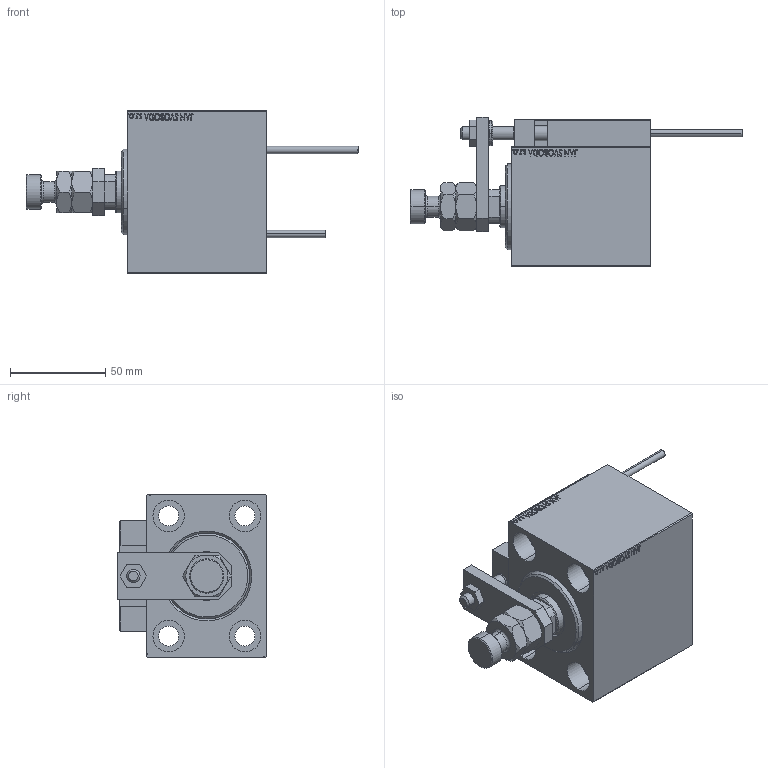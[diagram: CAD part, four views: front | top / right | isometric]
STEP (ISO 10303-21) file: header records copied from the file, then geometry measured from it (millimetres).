
FILE_DESCRIPTION (( 'STEP AP203' ), '1' );
FILE_NAME ('3e59.STEP', '2022-04-17T03:18:08', ( '' ), ( '' ), 'SwSTEP 2.0', 'SolidWorks 2019', '' );
FILE_SCHEMA (( 'CONFIG_CONTROL_DESIGN' ));
Length unit declared in the file: millimetre
Products named in the file (16): ALLEN BOLT D8 1091be0bedb578bdc122f0d75568e600; ZARAZKA 1091be0bedb578bdc122f0d75568e600; SWITCH X 1091be0bedb578bdc122f0d75568e600; V450CM_VC_B 1091be0bedb578bdc122f0d75568e600; SWITCH_X_FRONT_BACK 1091be0bedb578bdc122f0d75568e600; MAGNET 1091be0bedb578bdc122f0d75568e600; X_Y_MFA 1091be0bedb578bdc122f0d75568e600; NUT_D12 1091be0bedb578bdc122f0d75568e600; SWITCH DIM B,W 1091be0bedb578bdc122f0d75568e600; V450CM_C_VCP 1091be0bedb578bdc122f0d75568e600; ALLEN BOLT D5 1091be0bedb578bdc122f0d75568e600; 3e59; TYC_L79 1091be0bedb578bdc122f0d75568e600; Block 1091be0bedb578bdc122f0d75568e600; KONCOVKA 1091be0bedb578bdc122f0d75568e600; V450CM_C_Body 1091be0bedb578bdc122f0d75568e600
Assembly tree (25 placements, depth 3):
  3e59
    V450CM_C_Body 1091be0bedb578bdc122f0d75568e600
    SWITCH X 1091be0bedb578bdc122f0d75568e600
      SWITCH_X_FRONT_BACK 1091be0bedb578bdc122f0d75568e600  x2
      TYC_L79 1091be0bedb578bdc122f0d75568e600
      Block 1091be0bedb578bdc122f0d75568e600  x2
      ALLEN BOLT D5 1091be0bedb578bdc122f0d75568e600  x4
      ALLEN BOLT D8 1091be0bedb578bdc122f0d75568e600  x4
      MAGNET 1091be0bedb578bdc122f0d75568e600  x2
      KONCOVKA 1091be0bedb578bdc122f0d75568e600  x2
    NUT_D12 1091be0bedb578bdc122f0d75568e600
    SWITCH DIM B,W 1091be0bedb578bdc122f0d75568e600
    ZARAZKA 1091be0bedb578bdc122f0d75568e600
    V450CM_C_VCP 1091be0bedb578bdc122f0d75568e600
    V450CM_VC_B 1091be0bedb578bdc122f0d75568e600
    X_Y_MFA 1091be0bedb578bdc122f0d75568e600
Bounding box: 174 x 78.5 x 85 mm (x, y, z)
Volume: 406202.3 mm3; surface area: 89845.2 mm2
Topology: 24 solids, 24 shells, 1330 faces, 3162 edges, 2013 vertices
Faces by surface type: plane 576, bspline 380, cylinder 188, cone 134, torus 48, sphere 4
Entity records: 51704 total; most frequent: CARTESIAN_POINT 26431, ORIENTED_EDGE 5344, DIRECTION 3640, EDGE_CURVE 2672, VERTEX_POINT 1737, LINE 1500, VECTOR 1500, EDGE_LOOP 1241
